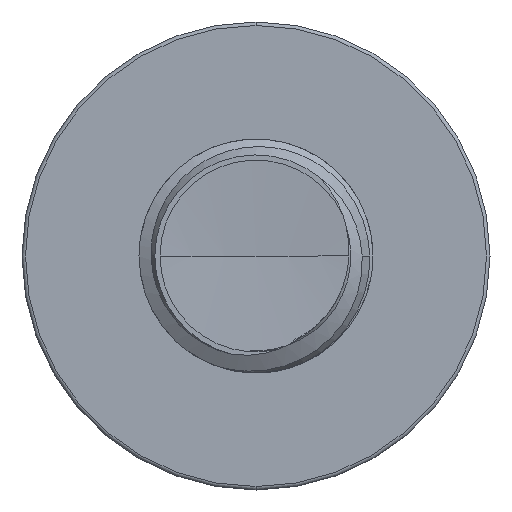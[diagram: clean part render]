
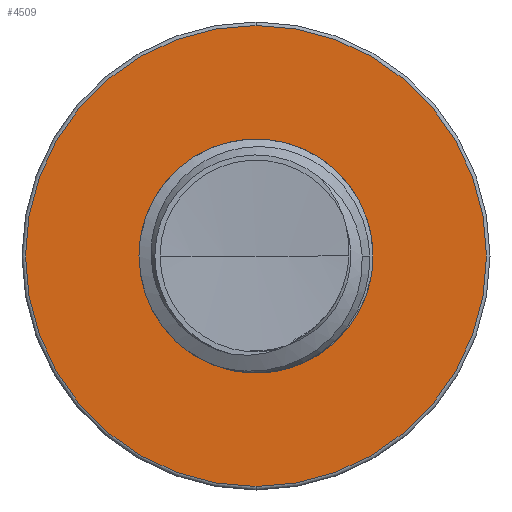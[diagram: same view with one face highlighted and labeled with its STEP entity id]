
A CAD part, front view. The second image highlights one B-rep face of the part: STEP entity #4509.
In plain terms, the highlighted planar face has unit normal (0, -1, 0).
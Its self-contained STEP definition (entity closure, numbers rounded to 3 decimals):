
#503 = DIRECTION ( 'NONE',  ( 0., -1., 0. ) ) ;
#541 = CARTESIAN_POINT ( 'NONE',  ( 0., 4., 0. ) ) ;
#628 = AXIS2_PLACEMENT_3D ( 'NONE', #16050, #8850, #925 ) ;
#636 = FACE_BOUND ( 'NONE', #2583, .T. ) ;
#700 = ORIENTED_EDGE ( 'NONE', *, *, #2920, .T. ) ;
#925 = DIRECTION ( 'NONE',  ( 0., 0., -1. ) ) ;
#964 = CARTESIAN_POINT ( 'NONE',  ( 0., 4., 0. ) ) ;
#1460 = CIRCLE ( 'NONE', #628, 1.971 ) ;
#2061 = CIRCLE ( 'NONE', #9978, 1.971 ) ;
#2268 = DIRECTION ( 'NONE',  ( 0., 0., -1. ) ) ;
#2583 = EDGE_LOOP ( 'NONE', ( #4400, #7855 ) ) ;
#2585 = CARTESIAN_POINT ( 'NONE',  ( 0., 4., -3.94 ) ) ;
#2868 = VERTEX_POINT ( 'NONE', #12751 ) ;
#2920 = EDGE_CURVE ( 'NONE', #2868, #5101, #5427, .T. ) ;
#2993 = CIRCLE ( 'NONE', #8757, 3.94 ) ;
#3207 = CARTESIAN_POINT ( 'NONE',  ( 0., 4., -1.971 ) ) ;
#4400 = ORIENTED_EDGE ( 'NONE', *, *, #8778, .F. ) ;
#4509 = ADVANCED_FACE ( 'NONE', ( #13479, #636 ), #5526, .T. ) ;
#5101 = VERTEX_POINT ( 'NONE', #2585 ) ;
#5249 = EDGE_LOOP ( 'NONE', ( #13936, #700 ) ) ;
#5327 = DIRECTION ( 'NONE',  ( 0., 0., -1. ) ) ;
#5332 = DIRECTION ( 'NONE',  ( 0., -1., 0. ) ) ;
#5427 = CIRCLE ( 'NONE', #10156, 3.94 ) ;
#5438 = CARTESIAN_POINT ( 'NONE',  ( 0., 4., 1.971 ) ) ;
#5526 = PLANE ( 'NONE',  #6944 ) ;
#6440 = VERTEX_POINT ( 'NONE', #15037 ) ;
#6944 = AXIS2_PLACEMENT_3D ( 'NONE', #5438, #5332, #5327 ) ;
#7336 = EDGE_CURVE ( 'NONE', #5101, #2868, #2993, .T. ) ;
#7665 = CARTESIAN_POINT ( 'NONE',  ( 0., 4., 0. ) ) ;
#7855 = ORIENTED_EDGE ( 'NONE', *, *, #9591, .F. ) ;
#8757 = AXIS2_PLACEMENT_3D ( 'NONE', #7665, #16089, #8888 ) ;
#8778 = EDGE_CURVE ( 'NONE', #10292, #6440, #1460, .T. ) ;
#8850 = DIRECTION ( 'NONE',  ( 0., -1., 0. ) ) ;
#8888 = DIRECTION ( 'NONE',  ( 0., 0., -1. ) ) ;
#9591 = EDGE_CURVE ( 'NONE', #6440, #10292, #2061, .T. ) ;
#9978 = AXIS2_PLACEMENT_3D ( 'NONE', #964, #10103, #2268 ) ;
#10103 = DIRECTION ( 'NONE',  ( 0., -1., 0. ) ) ;
#10156 = AXIS2_PLACEMENT_3D ( 'NONE', #541, #503, #16059 ) ;
#10292 = VERTEX_POINT ( 'NONE', #3207 ) ;
#12751 = CARTESIAN_POINT ( 'NONE',  ( 0., 4., 3.94 ) ) ;
#13479 = FACE_OUTER_BOUND ( 'NONE', #5249, .T. ) ;
#13936 = ORIENTED_EDGE ( 'NONE', *, *, #7336, .T. ) ;
#15037 = CARTESIAN_POINT ( 'NONE',  ( 0., 4., 1.971 ) ) ;
#16050 = CARTESIAN_POINT ( 'NONE',  ( 0., 4., 0. ) ) ;
#16059 = DIRECTION ( 'NONE',  ( 0., 0., -1. ) ) ;
#16089 = DIRECTION ( 'NONE',  ( 0., -1., 0. ) ) ;
